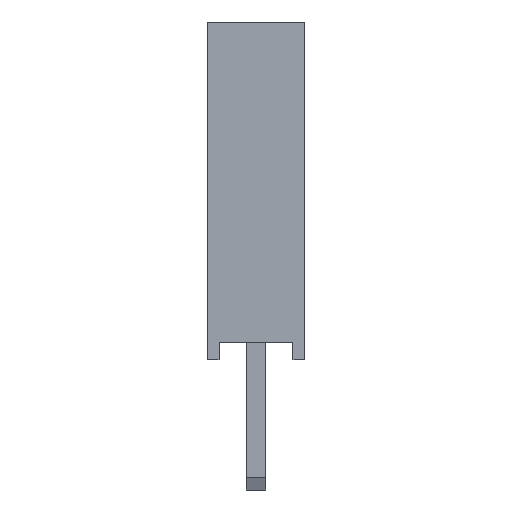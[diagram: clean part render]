
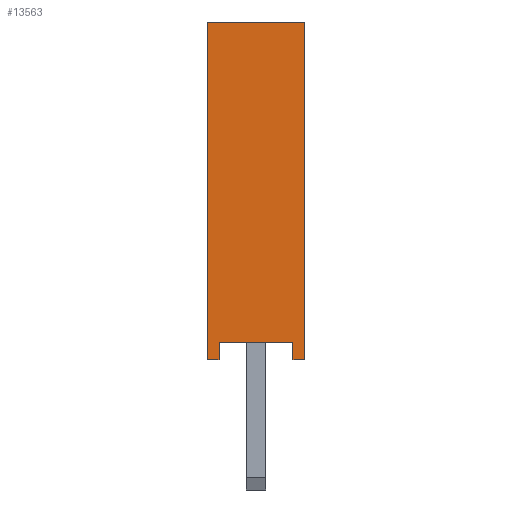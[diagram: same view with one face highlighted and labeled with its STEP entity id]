
A CAD part, left-side view. The second image highlights one B-rep face of the part: STEP entity #13563.
In plain terms, the highlighted planar face has unit normal (-1, 0, 0).
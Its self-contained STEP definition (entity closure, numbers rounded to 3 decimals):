
#331=FACE_OUTER_BOUND('',#1087,.T.);
#1087=EDGE_LOOP('',(#8787,#8788,#8789,#8790,#8791,#8792,#8793,#8794));
#1940=LINE('',#18912,#3716);
#1944=LINE('',#18921,#3720);
#1948=LINE('',#18928,#3724);
#1950=LINE('',#18934,#3726);
#1957=LINE('',#18948,#3733);
#1959=LINE('',#18952,#3735);
#1961=LINE('',#18956,#3737);
#1963=LINE('',#18959,#3739);
#3716=VECTOR('',#15355,10.);
#3720=VECTOR('',#15361,10.);
#3724=VECTOR('',#15367,10.);
#3726=VECTOR('',#15375,10.);
#3733=VECTOR('',#15386,10.);
#3735=VECTOR('',#15390,10.);
#3737=VECTOR('',#15394,10.);
#3739=VECTOR('',#15398,10.);
#5467=VERTEX_POINT('',#18910);
#5468=VERTEX_POINT('',#18911);
#5471=VERTEX_POINT('',#18919);
#5472=VERTEX_POINT('',#18920);
#5475=VERTEX_POINT('',#18933);
#5480=VERTEX_POINT('',#18947);
#5481=VERTEX_POINT('',#18951);
#5482=VERTEX_POINT('',#18955);
#6748=EDGE_CURVE('',#5467,#5468,#1940,.T.);
#6752=EDGE_CURVE('',#5471,#5472,#1944,.T.);
#6756=EDGE_CURVE('',#5468,#5471,#1948,.T.);
#6758=EDGE_CURVE('',#5472,#5475,#1950,.T.);
#6765=EDGE_CURVE('',#5480,#5467,#1957,.T.);
#6767=EDGE_CURVE('',#5481,#5480,#1959,.T.);
#6769=EDGE_CURVE('',#5482,#5481,#1961,.T.);
#6771=EDGE_CURVE('',#5475,#5482,#1963,.T.);
#8787=ORIENTED_EDGE('',*,*,#6765,.F.);
#8788=ORIENTED_EDGE('',*,*,#6767,.F.);
#8789=ORIENTED_EDGE('',*,*,#6769,.F.);
#8790=ORIENTED_EDGE('',*,*,#6771,.F.);
#8791=ORIENTED_EDGE('',*,*,#6758,.F.);
#8792=ORIENTED_EDGE('',*,*,#6752,.F.);
#8793=ORIENTED_EDGE('',*,*,#6756,.F.);
#8794=ORIENTED_EDGE('',*,*,#6748,.F.);
#12407=PLANE('',#14352);
#13563=ADVANCED_FACE('',(#331),#12407,.F.);
#14352=AXIS2_PLACEMENT_3D('',#18960,#15399,#15400);
#15355=DIRECTION('',(0.,0.,1.));
#15361=DIRECTION('',(0.,0.,-1.));
#15367=DIRECTION('',(0.,-1.,0.));
#15375=DIRECTION('',(0.,1.,0.));
#15386=DIRECTION('',(0.,1.,0.));
#15390=DIRECTION('',(0.,0.,-1.));
#15394=DIRECTION('',(0.,1.,0.));
#15398=DIRECTION('',(0.,0.,1.));
#15399=DIRECTION('center_axis',(1.,0.,0.));
#15400=DIRECTION('ref_axis',(0.,0.,-1.));
#18910=CARTESIAN_POINT('',(-1.317,1.238,0.));
#18911=CARTESIAN_POINT('',(-1.317,1.238,8.575));
#18912=CARTESIAN_POINT('',(-1.317,1.238,2.144));
#18919=CARTESIAN_POINT('',(-1.317,-1.238,8.575));
#18920=CARTESIAN_POINT('',(-1.317,-1.238,0.));
#18921=CARTESIAN_POINT('',(-1.317,-1.238,2.144));
#18928=CARTESIAN_POINT('',(-1.317,-1.238,8.575));
#18933=CARTESIAN_POINT('',(-1.317,-0.938,0.));
#18934=CARTESIAN_POINT('',(-1.317,-1.238,0.));
#18947=CARTESIAN_POINT('',(-1.317,0.938,0.));
#18948=CARTESIAN_POINT('',(-1.317,-1.238,0.));
#18951=CARTESIAN_POINT('',(-1.317,0.938,0.448));
#18952=CARTESIAN_POINT('',(-1.317,0.938,0.));
#18955=CARTESIAN_POINT('',(-1.317,-0.938,0.448));
#18956=CARTESIAN_POINT('',(-1.317,-0.15,0.448));
#18959=CARTESIAN_POINT('',(-1.317,-0.938,0.224));
#18960=CARTESIAN_POINT('Origin',(-1.317,-1.238,0.));
